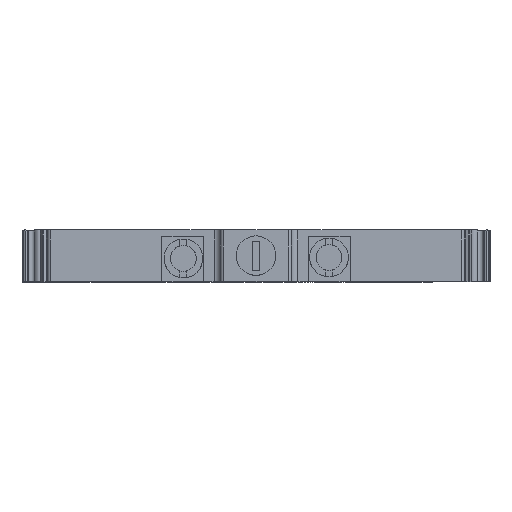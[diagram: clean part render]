
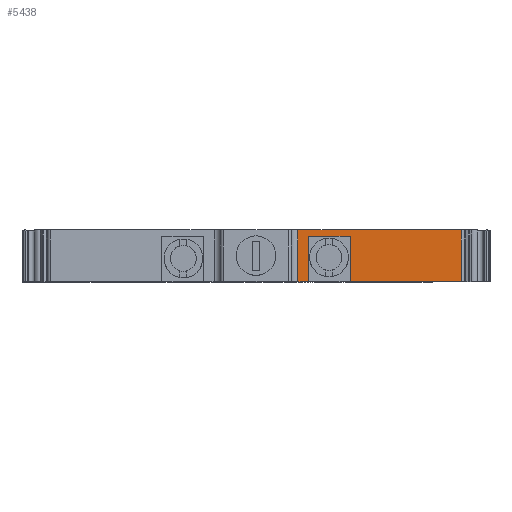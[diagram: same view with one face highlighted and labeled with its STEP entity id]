
A CAD part, top view. The second image highlights one B-rep face of the part: STEP entity #5438.
In plain terms, the highlighted planar face has unit normal (0, 0, 1).
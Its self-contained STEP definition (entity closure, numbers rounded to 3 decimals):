
#707=ORIENTED_EDGE('',*,*,#1736,.T.);
#708=ORIENTED_EDGE('',*,*,#1737,.T.);
#709=ORIENTED_EDGE('',*,*,#1738,.F.);
#710=ORIENTED_EDGE('',*,*,#1739,.T.);
#711=ORIENTED_EDGE('',*,*,#1435,.T.);
#712=ORIENTED_EDGE('',*,*,#1740,.T.);
#713=ORIENTED_EDGE('',*,*,#1741,.F.);
#714=ORIENTED_EDGE('',*,*,#1742,.F.);
#1435=EDGE_CURVE('',#2026,#2025,#2414,.T.);
#1736=EDGE_CURVE('',#2247,#2248,#2639,.T.);
#1737=EDGE_CURVE('',#2248,#2249,#2640,.T.);
#1738=EDGE_CURVE('',#2250,#2249,#2641,.T.);
#1739=EDGE_CURVE('',#2250,#2026,#2642,.F.);
#1740=EDGE_CURVE('',#2025,#2251,#2643,.F.);
#1741=EDGE_CURVE('',#2252,#2251,#2644,.T.);
#1742=EDGE_CURVE('',#2247,#2252,#2645,.T.);
#2025=VERTEX_POINT('',#7144);
#2026=VERTEX_POINT('',#7146);
#2247=VERTEX_POINT('',#7743);
#2248=VERTEX_POINT('',#7744);
#2249=VERTEX_POINT('',#7746);
#2250=VERTEX_POINT('',#7748);
#2251=VERTEX_POINT('',#7751);
#2252=VERTEX_POINT('',#7753);
#2414=LINE('',#7145,#2860);
#2639=LINE('',#7742,#3085);
#2640=LINE('',#7745,#3086);
#2641=LINE('',#7747,#3087);
#2642=LINE('',#7749,#3088);
#2643=LINE('',#7750,#3089);
#2644=LINE('',#7752,#3090);
#2645=LINE('',#7754,#3091);
#2860=VECTOR('',#5972,1000.);
#3085=VECTOR('',#6499,1000.);
#3086=VECTOR('',#6500,1000.);
#3087=VECTOR('',#6501,1000.);
#3088=VECTOR('',#6502,1000.);
#3089=VECTOR('',#6503,1000.);
#3090=VECTOR('',#6504,1000.);
#3091=VECTOR('',#6505,1000.);
#3365=EDGE_LOOP('',(#707,#708,#709,#710,#711,#712,#713,#714));
#3589=FACE_BOUND('',#3365,.T.);
#3791=PLANE('',#5735);
#5438=ADVANCED_FACE('',(#3589),#3791,.F.);
#5735=AXIS2_PLACEMENT_3D('',#7741,#6497,#6498);
#5972=DIRECTION('',(-1.,0.,0.));
#6497=DIRECTION('',(0.,0.,-1.));
#6498=DIRECTION('',(-1.,0.,0.));
#6499=DIRECTION('',(1.,0.,0.));
#6500=DIRECTION('',(0.,-1.,0.));
#6501=DIRECTION('',(-1.,0.,0.));
#6502=DIRECTION('',(0.,-1.,0.));
#6503=DIRECTION('',(0.,1.,0.));
#6504=DIRECTION('',(-1.,0.,0.));
#6505=DIRECTION('',(0.,-1.,0.));
#7144=CARTESIAN_POINT('',(6.5,4.4,23.5));
#7145=CARTESIAN_POINT('',(36.25,4.4,23.5));
#7146=CARTESIAN_POINT('',(31.796,4.4,23.5));
#7741=CARTESIAN_POINT('',(36.25,-3.6,23.5));
#7742=CARTESIAN_POINT('',(14.6,3.4,23.5));
#7743=CARTESIAN_POINT('',(8.1,3.4,23.5));
#7744=CARTESIAN_POINT('',(14.6,3.4,23.5));
#7745=CARTESIAN_POINT('',(14.6,83.937,23.5));
#7746=CARTESIAN_POINT('',(14.6,-3.6,23.5));
#7747=CARTESIAN_POINT('',(36.25,-3.6,23.5));
#7748=CARTESIAN_POINT('',(31.796,-3.6,23.5));
#7749=CARTESIAN_POINT('',(31.796,4.4,23.5));
#7750=CARTESIAN_POINT('',(6.5,-3.6,23.5));
#7751=CARTESIAN_POINT('',(6.5,-3.6,23.5));
#7752=CARTESIAN_POINT('',(36.25,-3.6,23.5));
#7753=CARTESIAN_POINT('',(8.1,-3.6,23.5));
#7754=CARTESIAN_POINT('',(8.1,83.937,23.5));
